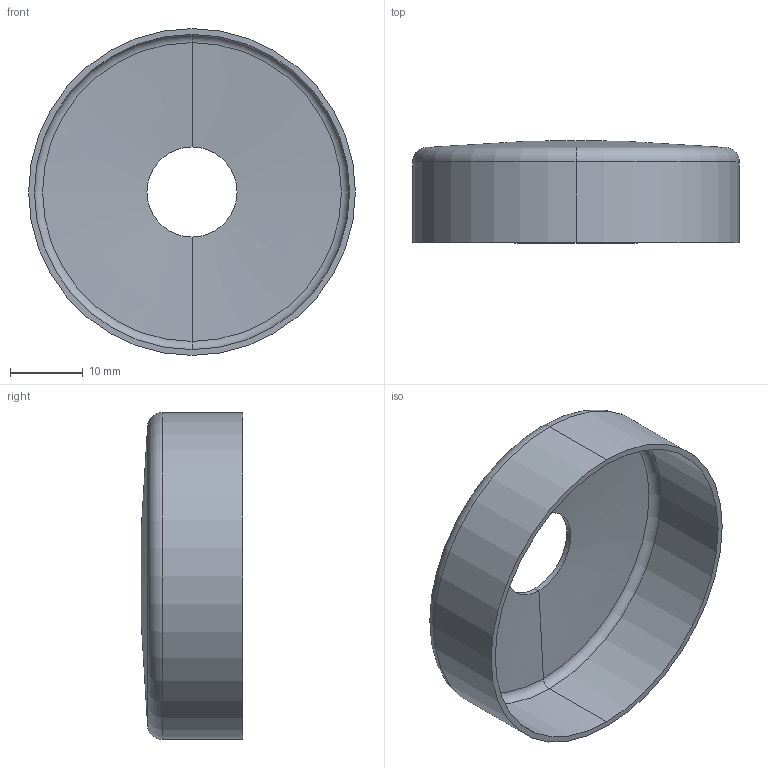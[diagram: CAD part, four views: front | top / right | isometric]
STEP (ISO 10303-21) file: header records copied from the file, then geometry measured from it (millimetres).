
FILE_DESCRIPTION (( 'STEP AP203' ), '1' );
FILE_NAME ('A_0514-012-B.STEP', '2019-05-04T12:45:19', ( '' ), ( '' ), 'SwSTEP 2.0', 'SolidWorks 2013', '' );
FILE_SCHEMA (( 'CONFIG_CONTROL_DESIGN' ));
Length unit declared in the file: millimetre
Products named in the file (1): A_0514-012-B
Bounding box: 45 x 14 x 45 mm (x, y, z)
Volume: 2467.9 mm3; surface area: 6313.6 mm2
Topology: 1 solids, 1 shells, 15 faces, 30 edges, 16 vertices
Faces by surface type: cone 6, torus 4, cylinder 4, plane 1
Entity records: 469 total; most frequent: DIRECTION 82, CARTESIAN_POINT 62, ORIENTED_EDGE 60, AXIS2_PLACEMENT_3D 36, EDGE_CURVE 30, CIRCLE 20, VERTEX_POINT 16, EDGE_LOOP 16
